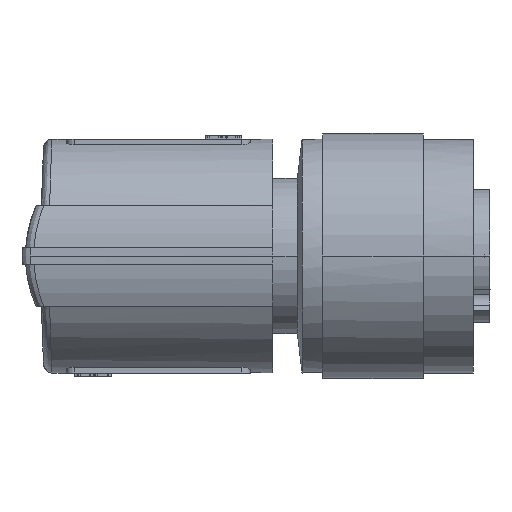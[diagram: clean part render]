
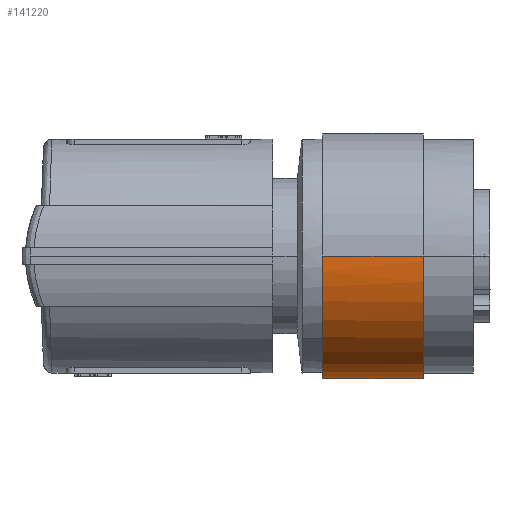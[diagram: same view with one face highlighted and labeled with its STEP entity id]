
A CAD part, left-side view. The second image highlights one B-rep face of the part: STEP entity #141220.
In plain terms, the highlighted cylindrical face has radius 7.35 mm (diameter 14.7 mm), a partial arc.
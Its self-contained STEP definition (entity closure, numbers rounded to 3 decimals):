
#140590=CARTESIAN_POINT('',(-12.333,-41.76,-312.75)
);
#140600=DIRECTION('',(0.707,-0.707,
0.));
#140610=DIRECTION('',(0.,0.,-1.));
#140620=AXIS2_PLACEMENT_3D('',#140590,#140600,#140610);
#140630=CIRCLE('',#140620,7.35);
#140640=CARTESIAN_POINT('',(-10.42,-39.846,
-319.584));
#140650=VERTEX_POINT('',#140640);
#140660=CARTESIAN_POINT('',(-12.333,-41.76,-305.4))
;
#140670=VERTEX_POINT('',#140660);
#140680=EDGE_CURVE('',#140650,#140670,#140630,.T.);
#140700=CARTESIAN_POINT('',(-12.333,-41.76,-320.1))
;
#140710=VERTEX_POINT('',#140700);
#140740=EDGE_CURVE('',#140710,#140650,#140630,.T.);
#140860=CARTESIAN_POINT('',(-8.09,-46.002,-312.75));
#140870=DIRECTION('',(0.707,-0.707,
0.));
#140880=DIRECTION('',(0.,0.,-1.));
#140890=AXIS2_PLACEMENT_3D('',#140860,#140870,#140880);
#140900=CYLINDRICAL_SURFACE('',#140890,7.35);
#140910=CARTESIAN_POINT('',(-8.09,-46.002,-320.1))
;
#140920=DIRECTION('',(0.707,-0.707,
0.));
#140930=VECTOR('',#140920,1.);
#140940=LINE('',#140910,#140930);
#140950=CARTESIAN_POINT('',(-8.09,-46.002,-320.1))
;
#140960=VERTEX_POINT('',#140950);
#140970=EDGE_CURVE('',#140710,#140960,#140940,.T.);
#140980=ORIENTED_EDGE('',*,*,#140970,.F.);
#140990=CARTESIAN_POINT('',(-8.09,-46.002,-312.75));
#141000=DIRECTION('',(0.707,-0.707,
0.));
#141010=DIRECTION('',(0.,0.,-1.));
#141020=AXIS2_PLACEMENT_3D('',#140990,#141000,#141010);
#141030=CIRCLE('',#141020,7.35);
#141040=CARTESIAN_POINT('',(-7.873,-45.785,
-320.094));
#141050=VERTEX_POINT('',#141040);
#141060=EDGE_CURVE('',#140960,#141050,#141030,.T.);
#141070=ORIENTED_EDGE('',*,*,#141060,.F.);
#141080=CARTESIAN_POINT('',(-8.09,-46.002,-305.4));
#141090=VERTEX_POINT('',#141080);
#141100=EDGE_CURVE('',#141050,#141090,#141030,.T.);
#141110=ORIENTED_EDGE('',*,*,#141100,.F.);
#141120=CARTESIAN_POINT('',(-8.09,-46.002,-305.4));
#141130=DIRECTION('',(0.707,-0.707,
0.));
#141140=VECTOR('',#141130,1.);
#141150=LINE('',#141120,#141140);
#141160=EDGE_CURVE('',#140670,#141090,#141150,.T.);
#141170=ORIENTED_EDGE('',*,*,#141160,.T.);
#141180=ORIENTED_EDGE('',*,*,#140680,.T.);
#141190=ORIENTED_EDGE('',*,*,#140740,.T.);
#141200=EDGE_LOOP('',(#141190,#141180,#141170,#141110,#141070,#140980));
#141210=FACE_OUTER_BOUND('',#141200,.T.);
#141220=ADVANCED_FACE('',(#141210),#140900,.T.);
